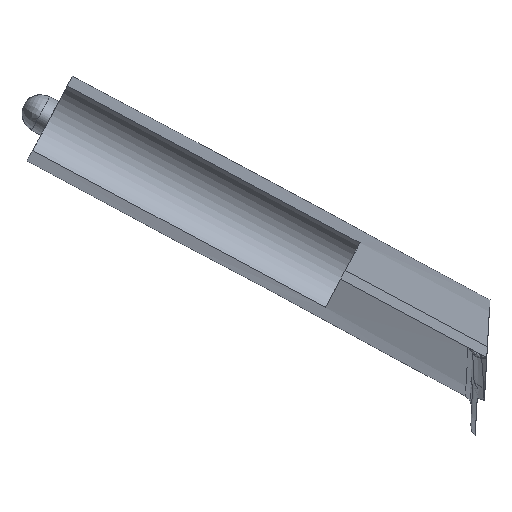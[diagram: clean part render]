
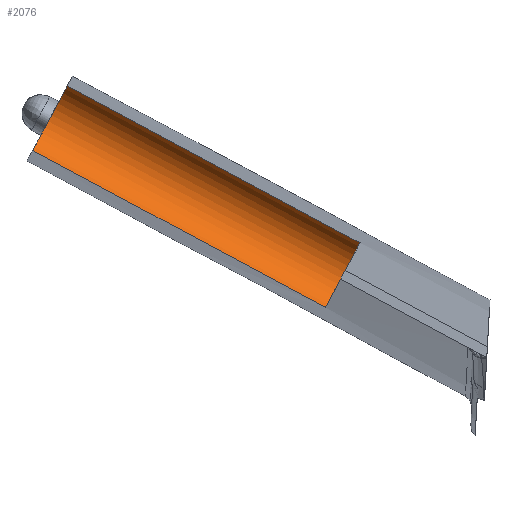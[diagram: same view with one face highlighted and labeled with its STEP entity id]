
A CAD part, top view. The second image highlights one B-rep face of the part: STEP entity #2076.
In plain terms, the highlighted cylindrical face has radius 17 mm (diameter 34 mm), a partial arc.
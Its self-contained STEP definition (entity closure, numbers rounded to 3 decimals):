
#60=CYLINDRICAL_SURFACE('',#2228,17.);
#91=CIRCLE('',#2229,17.);
#92=CIRCLE('',#2230,17.);
#237=FACE_OUTER_BOUND('',#367,.T.);
#367=EDGE_LOOP('',(#1739,#1740,#1741,#1742));
#736=B_SPLINE_CURVE_WITH_KNOTS('',3,(#7556,#7557,#7558,#7559),
 .UNSPECIFIED.,.F.,.F.,(4,4),(-32.407,-18.714),
 .UNSPECIFIED.);
#738=B_SPLINE_CURVE_WITH_KNOTS('',3,(#8088,#8089,#8090,#8091),
 .UNSPECIFIED.,.F.,.F.,(4,4),(-19.195,-5.501),
 .UNSPECIFIED.);
#919=VERTEX_POINT('',#7550);
#920=VERTEX_POINT('',#7555);
#921=VERTEX_POINT('',#7560);
#922=VERTEX_POINT('',#8087);
#1177=EDGE_CURVE('',#919,#920,#736,.T.);
#1179=EDGE_CURVE('',#921,#922,#738,.T.);
#1227=EDGE_CURVE('',#921,#920,#91,.T.);
#1228=EDGE_CURVE('',#919,#922,#92,.T.);
#1739=ORIENTED_EDGE('',*,*,#1227,.T.);
#1740=ORIENTED_EDGE('',*,*,#1177,.F.);
#1741=ORIENTED_EDGE('',*,*,#1228,.T.);
#1742=ORIENTED_EDGE('',*,*,#1179,.F.);
#2076=ADVANCED_FACE('',(#237),#60,.F.);
#2228=AXIS2_PLACEMENT_3D('',#9595,#2488,#2489);
#2229=AXIS2_PLACEMENT_3D('',#9596,#2490,#2491);
#2230=AXIS2_PLACEMENT_3D('',#9597,#2492,#2493);
#2488=DIRECTION('center_axis',(0.881,-0.472,0.));
#2489=DIRECTION('ref_axis',(-0.419,-0.782,-0.462));
#2490=DIRECTION('center_axis',(-0.881,0.472,0.));
#2491=DIRECTION('ref_axis',(-0.419,-0.782,-0.462));
#2492=DIRECTION('center_axis',(0.881,-0.472,0.));
#2493=DIRECTION('ref_axis',(-0.419,-0.782,-0.462));
#7550=CARTESIAN_POINT('',(-458.512,-138.209,125.));
#7555=CARTESIAN_POINT('',(-579.198,-73.518,125.));
#7556=CARTESIAN_POINT('Ctrl Pts',(-458.512,-138.209,125.));
#7557=CARTESIAN_POINT('Ctrl Pts',(-498.741,-116.646,125.));
#7558=CARTESIAN_POINT('Ctrl Pts',(-538.969,-95.082,125.));
#7559=CARTESIAN_POINT('Ctrl Pts',(-579.198,-73.518,125.));
#7560=CARTESIAN_POINT('',(-564.953,-46.945,125.));
#8087=CARTESIAN_POINT('',(-444.268,-111.636,125.));
#8088=CARTESIAN_POINT('Ctrl Pts',(-564.953,-46.945,125.));
#8089=CARTESIAN_POINT('Ctrl Pts',(-524.725,-68.508,125.));
#8090=CARTESIAN_POINT('Ctrl Pts',(-484.496,-90.072,125.));
#8091=CARTESIAN_POINT('Ctrl Pts',(-444.268,-111.636,125.));
#9595=CARTESIAN_POINT('Origin',(-451.39,-124.923,132.857));
#9596=CARTESIAN_POINT('Origin',(-572.075,-60.232,132.857));
#9597=CARTESIAN_POINT('Origin',(-451.39,-124.923,132.857));
